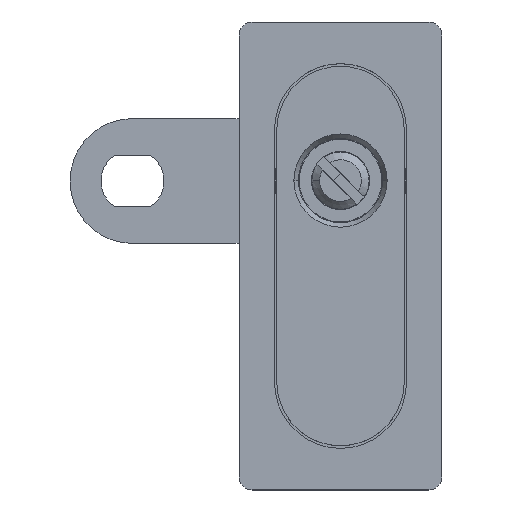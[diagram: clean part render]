
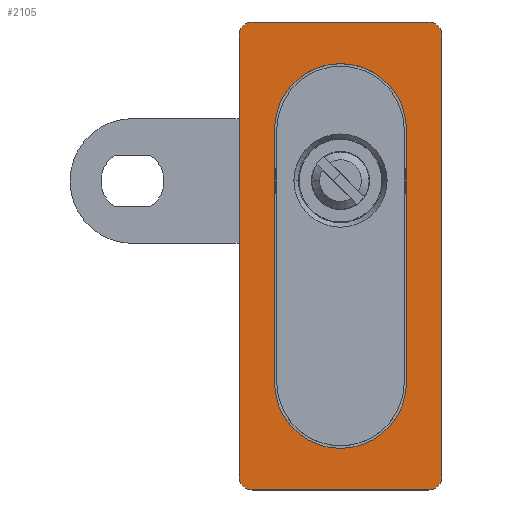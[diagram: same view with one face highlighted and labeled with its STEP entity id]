
A CAD part, top view. The second image highlights one B-rep face of the part: STEP entity #2105.
In plain terms, the highlighted planar face has unit normal (0, 0, 1).
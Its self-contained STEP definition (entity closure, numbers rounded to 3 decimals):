
#1977 = EDGE_CURVE ( 'NONE', #2006, #2004, #6104, .T. ) ;
#1988 = VERTEX_POINT ( 'NONE', #6080 ) ;
#1990 = EDGE_CURVE ( 'NONE', #1991, #1988, #6079, .T. ) ;
#1991 = VERTEX_POINT ( 'NONE', #6075 ) ;
#2004 = VERTEX_POINT ( 'NONE', #6112 ) ;
#2006 = VERTEX_POINT ( 'NONE', #6111 ) ;
#2020 = EDGE_LOOP ( 'NONE', ( #2021, #2025, #2028, #2031 ) ) ;
#2021 = ORIENTED_EDGE ( 'NONE', *, *, #2022, .F. ) ;
#2022 = EDGE_CURVE ( 'NONE', #2023, #2024, #6157, .T. ) ;
#2023 = VERTEX_POINT ( 'NONE', #6152 ) ;
#2024 = VERTEX_POINT ( 'NONE', #6151 ) ;
#2025 = ORIENTED_EDGE ( 'NONE', *, *, #2026, .F. ) ;
#2026 = EDGE_CURVE ( 'NONE', #2027, #2023, #6150, .T. ) ;
#2027 = VERTEX_POINT ( 'NONE', #6146 ) ;
#2028 = ORIENTED_EDGE ( 'NONE', *, *, #2029, .F. ) ;
#2029 = EDGE_CURVE ( 'NONE', #2030, #2027, #6145, .T. ) ;
#2030 = VERTEX_POINT ( 'NONE', #6140 ) ;
#2031 = ORIENTED_EDGE ( 'NONE', *, *, #2032, .F. ) ;
#2032 = EDGE_CURVE ( 'NONE', #2024, #2030, #6139, .T. ) ;
#2033 = EDGE_LOOP ( 'NONE', ( #2094, #2095, #2097, #2098, #2100, #2101, #2103, #2104 ) ) ;
#2043 = VERTEX_POINT ( 'NONE', #6179 ) ;
#2045 = EDGE_CURVE ( 'NONE', #2046, #2043, #6178, .T. ) ;
#2046 = VERTEX_POINT ( 'NONE', #6174 ) ;
#2054 = EDGE_CURVE ( 'NONE', #2055, #2056, #6223, .T. ) ;
#2055 = VERTEX_POINT ( 'NONE', #6219 ) ;
#2056 = VERTEX_POINT ( 'NONE', #6218 ) ;
#2079 = EDGE_CURVE ( 'NONE', #2004, #1991, #6248, .T. ) ;
#2094 = ORIENTED_EDGE ( 'NONE', *, *, #1990, .T. ) ;
#2095 = ORIENTED_EDGE ( 'NONE', *, *, #2096, .T. ) ;
#2096 = EDGE_CURVE ( 'NONE', #1988, #2055, #6279, .T. ) ;
#2097 = ORIENTED_EDGE ( 'NONE', *, *, #2054, .T. ) ;
#2098 = ORIENTED_EDGE ( 'NONE', *, *, #2099, .T. ) ;
#2099 = EDGE_CURVE ( 'NONE', #2056, #2046, #6274, .T. ) ;
#2100 = ORIENTED_EDGE ( 'NONE', *, *, #2045, .T. ) ;
#2101 = ORIENTED_EDGE ( 'NONE', *, *, #2102, .T. ) ;
#2102 = EDGE_CURVE ( 'NONE', #2043, #2006, #6269, .T. ) ;
#2103 = ORIENTED_EDGE ( 'NONE', *, *, #1977, .T. ) ;
#2104 = ORIENTED_EDGE ( 'NONE', *, *, #2079, .T. ) ;
#2105 = ADVANCED_FACE ( 'NONE', ( #6264, #6263 ), #6262, .T. ) ;
#6075 = CARTESIAN_POINT ( 'NONE',  ( -17., -59.5, 3.8 ) ) ;
#6076 = DIRECTION ( 'NONE',  ( 1., 0., 0. ) ) ;
#6077 = VECTOR ( 'NONE', #6076, 1000. ) ;
#6078 = CARTESIAN_POINT ( 'NONE',  ( -19.5, -59.5, 3.8 ) ) ;
#6079 = LINE ( 'NONE', #6078, #6077 ) ;
#6080 = CARTESIAN_POINT ( 'NONE',  ( 17., -59.5, 3.8 ) ) ;
#6101 = DIRECTION ( 'NONE',  ( 0., -1., 0. ) ) ;
#6102 = VECTOR ( 'NONE', #6101, 1000. ) ;
#6103 = CARTESIAN_POINT ( 'NONE',  ( -19.5, 30.5, 3.8 ) ) ;
#6104 = LINE ( 'NONE', #6103, #6102 ) ;
#6111 = CARTESIAN_POINT ( 'NONE',  ( -19.5, 28., 3.8 ) ) ;
#6112 = CARTESIAN_POINT ( 'NONE',  ( -19.5, -57., 3.8 ) ) ;
#6136 = DIRECTION ( 'NONE',  ( 0., -1., 0. ) ) ;
#6137 = VECTOR ( 'NONE', #6136, 1000. ) ;
#6138 = CARTESIAN_POINT ( 'NONE',  ( -12.7, 9.8, 3.8 ) ) ;
#6139 = LINE ( 'NONE', #6138, #6137 ) ;
#6140 = CARTESIAN_POINT ( 'NONE',  ( -12.7, -38.8, 3.8 ) ) ;
#6141 = DIRECTION ( 'NONE',  ( 1., 0., 0. ) ) ;
#6142 = DIRECTION ( 'NONE',  ( 0., 0., 1. ) ) ;
#6143 = CARTESIAN_POINT ( 'NONE',  ( 0., -38.8, 3.8 ) ) ;
#6144 = AXIS2_PLACEMENT_3D ( 'NONE', #6143, #6142, #6141 ) ;
#6145 = CIRCLE ( 'NONE', #6144, 12.7 ) ;
#6146 = CARTESIAN_POINT ( 'NONE',  ( 12.7, -38.8, 3.8 ) ) ;
#6147 = DIRECTION ( 'NONE',  ( 0., 1., 0. ) ) ;
#6148 = VECTOR ( 'NONE', #6147, 1000. ) ;
#6149 = CARTESIAN_POINT ( 'NONE',  ( 12.7, 9.8, 3.8 ) ) ;
#6150 = LINE ( 'NONE', #6149, #6148 ) ;
#6151 = CARTESIAN_POINT ( 'NONE',  ( -12.7, 9.8, 3.8 ) ) ;
#6152 = CARTESIAN_POINT ( 'NONE',  ( 12.7, 9.8, 3.8 ) ) ;
#6153 = DIRECTION ( 'NONE',  ( 1., 0., 0. ) ) ;
#6154 = DIRECTION ( 'NONE',  ( 0., 0., 1. ) ) ;
#6155 = CARTESIAN_POINT ( 'NONE',  ( 0., 9.8, 3.8 ) ) ;
#6156 = AXIS2_PLACEMENT_3D ( 'NONE', #6155, #6154, #6153 ) ;
#6157 = CIRCLE ( 'NONE', #6156, 12.7 ) ;
#6174 = CARTESIAN_POINT ( 'NONE',  ( 17., 30.5, 3.8 ) ) ;
#6175 = DIRECTION ( 'NONE',  ( -1., 0., 0. ) ) ;
#6176 = VECTOR ( 'NONE', #6175, 1000. ) ;
#6177 = CARTESIAN_POINT ( 'NONE',  ( -19.5, 30.5, 3.8 ) ) ;
#6178 = LINE ( 'NONE', #6177, #6176 ) ;
#6179 = CARTESIAN_POINT ( 'NONE',  ( -17., 30.5, 3.8 ) ) ;
#6218 = CARTESIAN_POINT ( 'NONE',  ( 19.5, 28., 3.8 ) ) ;
#6219 = CARTESIAN_POINT ( 'NONE',  ( 19.5, -57., 3.8 ) ) ;
#6220 = DIRECTION ( 'NONE',  ( 0., 1., 0. ) ) ;
#6221 = VECTOR ( 'NONE', #6220, 1000. ) ;
#6222 = CARTESIAN_POINT ( 'NONE',  ( 19.5, 30.5, 3.8 ) ) ;
#6223 = LINE ( 'NONE', #6222, #6221 ) ;
#6244 = DIRECTION ( 'NONE',  ( 1., 0., 0. ) ) ;
#6245 = DIRECTION ( 'NONE',  ( 0., 0., 1. ) ) ;
#6246 = CARTESIAN_POINT ( 'NONE',  ( -17., -57., 3.8 ) ) ;
#6247 = AXIS2_PLACEMENT_3D ( 'NONE', #6246, #6245, #6244 ) ;
#6248 = CIRCLE ( 'NONE', #6247, 2.5 ) ;
#6262 = PLANE ( 'NONE',  #6329 ) ;
#6263 = FACE_OUTER_BOUND ( 'NONE', #2033, .T. ) ;
#6264 = FACE_BOUND ( 'NONE', #2020, .T. ) ;
#6265 = DIRECTION ( 'NONE',  ( 1., 0., 0. ) ) ;
#6266 = DIRECTION ( 'NONE',  ( 0., 0., 1. ) ) ;
#6267 = CARTESIAN_POINT ( 'NONE',  ( -17., 28., 3.8 ) ) ;
#6268 = AXIS2_PLACEMENT_3D ( 'NONE', #6267, #6266, #6265 ) ;
#6269 = CIRCLE ( 'NONE', #6268, 2.5 ) ;
#6270 = DIRECTION ( 'NONE',  ( 1., 0., 0. ) ) ;
#6271 = DIRECTION ( 'NONE',  ( 0., 0., 1. ) ) ;
#6272 = CARTESIAN_POINT ( 'NONE',  ( 17., 28., 3.8 ) ) ;
#6273 = AXIS2_PLACEMENT_3D ( 'NONE', #6272, #6271, #6270 ) ;
#6274 = CIRCLE ( 'NONE', #6273, 2.5 ) ;
#6275 = DIRECTION ( 'NONE',  ( 1., 0., 0. ) ) ;
#6276 = DIRECTION ( 'NONE',  ( 0., 0., 1. ) ) ;
#6277 = CARTESIAN_POINT ( 'NONE',  ( 17., -57., 3.8 ) ) ;
#6278 = AXIS2_PLACEMENT_3D ( 'NONE', #6277, #6276, #6275 ) ;
#6279 = CIRCLE ( 'NONE', #6278, 2.5 ) ;
#6326 = DIRECTION ( 'NONE',  ( 1., 0., 0. ) ) ;
#6327 = DIRECTION ( 'NONE',  ( 0., 0., 1. ) ) ;
#6328 = CARTESIAN_POINT ( 'NONE',  ( -19.5, -59.5, 3.8 ) ) ;
#6329 = AXIS2_PLACEMENT_3D ( 'NONE', #6328, #6327, #6326 ) ;
